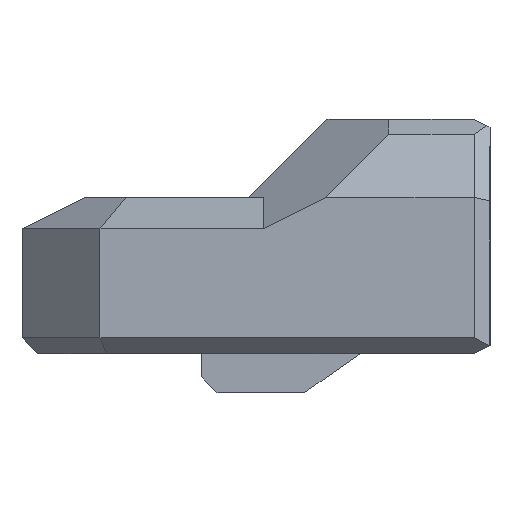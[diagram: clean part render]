
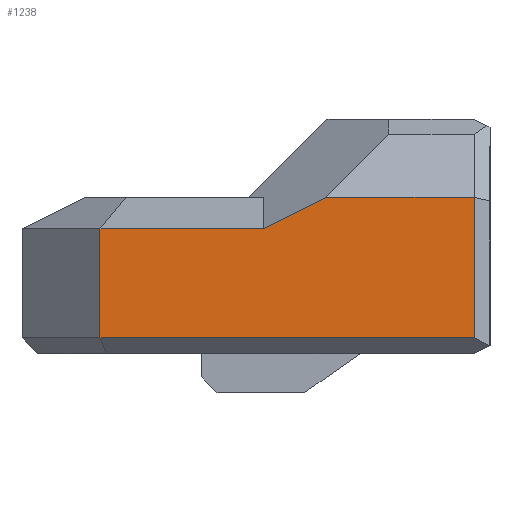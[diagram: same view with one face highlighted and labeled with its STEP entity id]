
A CAD part, left-side view. The second image highlights one B-rep face of the part: STEP entity #1238.
In plain terms, the highlighted planar face has unit normal (-1, 0, 0).
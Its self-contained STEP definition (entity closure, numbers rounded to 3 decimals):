
#108=FACE_OUTER_BOUND('',#188,.T.);
#188=EDGE_LOOP('',(#1047,#1048,#1049,#1050,#1051,#1052));
#212=LINE('',#1723,#362);
#258=LINE('',#1821,#408);
#260=LINE('',#1824,#410);
#323=LINE('',#1970,#473);
#343=LINE('',#2015,#493);
#344=LINE('',#2016,#494);
#362=VECTOR('',#1383,10.);
#408=VECTOR('',#1457,10.);
#410=VECTOR('',#1461,10.);
#473=VECTOR('',#1600,10.);
#493=VECTOR('',#1650,10.);
#494=VECTOR('',#1651,10.);
#507=VERTEX_POINT('',#1711);
#511=VERTEX_POINT('',#1721);
#548=VERTEX_POINT('',#1816);
#549=VERTEX_POINT('',#1820);
#573=VERTEX_POINT('',#1897);
#594=VERTEX_POINT('',#1969);
#618=EDGE_CURVE('',#511,#507,#212,.T.);
#666=EDGE_CURVE('',#548,#549,#258,.T.);
#668=EDGE_CURVE('',#507,#548,#260,.T.);
#741=EDGE_CURVE('',#549,#594,#323,.T.);
#763=EDGE_CURVE('',#573,#511,#343,.T.);
#764=EDGE_CURVE('',#594,#573,#344,.T.);
#1047=ORIENTED_EDGE('',*,*,#618,.F.);
#1048=ORIENTED_EDGE('',*,*,#763,.F.);
#1049=ORIENTED_EDGE('',*,*,#764,.F.);
#1050=ORIENTED_EDGE('',*,*,#741,.F.);
#1051=ORIENTED_EDGE('',*,*,#666,.F.);
#1052=ORIENTED_EDGE('',*,*,#668,.F.);
#1174=PLANE('',#1347);
#1238=ADVANCED_FACE('',(#108),#1174,.T.);
#1347=AXIS2_PLACEMENT_3D('',#2014,#1648,#1649);
#1383=DIRECTION('',(0.,1.,0.));
#1457=DIRECTION('',(0.,-1.,0.));
#1461=DIRECTION('',(0.,0.,1.));
#1600=DIRECTION('',(0.,-0.894,0.447));
#1648=DIRECTION('center_axis',(-1.,0.,0.));
#1649=DIRECTION('ref_axis',(0.,0.,1.));
#1650=DIRECTION('',(0.,0.,-1.));
#1651=DIRECTION('',(0.,-1.,0.));
#1711=CARTESIAN_POINT('',(-27.5,20.,1.));
#1721=CARTESIAN_POINT('',(-27.5,-4.,1.));
#1723=CARTESIAN_POINT('',(-27.5,0.,1.));
#1816=CARTESIAN_POINT('',(-27.5,20.,8.));
#1820=CARTESIAN_POINT('',(-27.5,9.551,8.));
#1821=CARTESIAN_POINT('',(-27.5,3.863,8.));
#1824=CARTESIAN_POINT('',(-27.5,20.,0.));
#1897=CARTESIAN_POINT('',(-27.5,-4.,10.));
#1969=CARTESIAN_POINT('',(-27.5,5.551,10.));
#1970=CARTESIAN_POINT('',(-27.5,2.727,11.412));
#2014=CARTESIAN_POINT('Origin',(-27.5,-5.,0.));
#2015=CARTESIAN_POINT('',(-27.5,-4.,3.75));
#2016=CARTESIAN_POINT('',(-27.5,-5.,10.));
